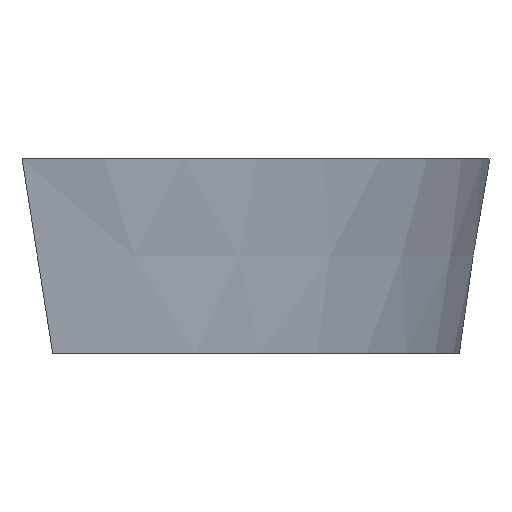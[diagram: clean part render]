
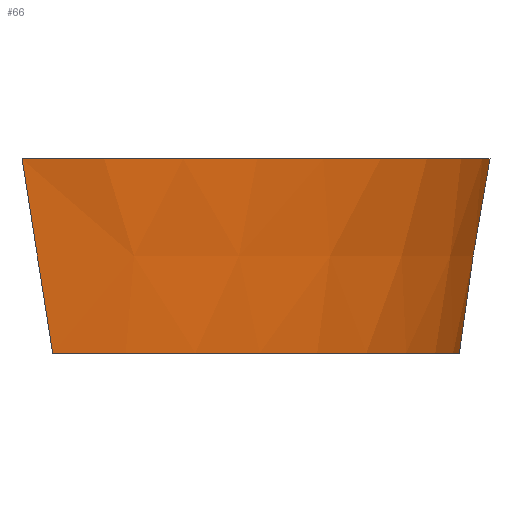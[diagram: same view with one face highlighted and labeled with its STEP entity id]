
A CAD part, front view. The second image highlights one B-rep face of the part: STEP entity #66.
In plain terms, the highlighted conical face has half-angle 9 degrees and reference radius 12.271 mm.
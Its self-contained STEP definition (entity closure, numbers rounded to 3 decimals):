
#66=ADVANCED_FACE('',(#84),#81,.T.);
#81=CONICAL_SURFACE('',#261,12.271,9.);
#84=FACE_OUTER_BOUND('',#91,.T.);
#91=EDGE_LOOP('',(#129,#130,#131,#132));
#117=LINE('',#402,#123);
#123=VECTOR('',#296,1.);
#129=ORIENTED_EDGE('',*,*,#191,.F.);
#130=ORIENTED_EDGE('',*,*,#192,.T.);
#131=ORIENTED_EDGE('',*,*,#193,.F.);
#132=ORIENTED_EDGE('',*,*,#194,.T.);
#173=VERTEX_POINT('',#400);
#174=VERTEX_POINT('',#401);
#175=VERTEX_POINT('',#403);
#176=VERTEX_POINT('',#405);
#191=EDGE_CURVE('',#173,#174,#213,.T.);
#192=EDGE_CURVE('',#173,#175,#117,.T.);
#193=EDGE_CURVE('',#176,#175,#214,.T.);
#194=EDGE_CURVE('',#176,#174,#235,.T.);
#213=CIRCLE('',#259,11.517);
#214=CIRCLE('',#260,12.271);
#235=B_SPLINE_CURVE_WITH_KNOTS('',3,(#406,#407,#408,#409),.UNSPECIFIED.,
 .F.,.F.,(4,4),(0.,1.),.UNSPECIFIED.);
#259=AXIS2_PLACEMENT_3D('',#399,#294,#295);
#260=AXIS2_PLACEMENT_3D('',#404,#297,#298);
#261=AXIS2_PLACEMENT_3D('',#410,#299,#300);
#294=DIRECTION('',(0.,0.,-1.));
#295=DIRECTION('',(1.,0.,0.));
#296=DIRECTION('',(0.155,0.024,0.988));
#297=DIRECTION('',(0.,0.,1.));
#298=DIRECTION('',(1.,0.,0.));
#299=DIRECTION('',(0.,0.,1.));
#300=DIRECTION('',(1.,0.,0.));
#399=CARTESIAN_POINT('',(-6.488,-1.047,-4.76));
#400=CARTESIAN_POINT('',(4.887,0.754,-4.76));
#401=CARTESIAN_POINT('',(-4.945,-12.46,-4.76));
#402=CARTESIAN_POINT('',(5.335,0.825,-1.896));
#403=CARTESIAN_POINT('',(5.632,0.872,0.));
#404=CARTESIAN_POINT('',(-6.488,-1.047,0.));
#405=CARTESIAN_POINT('',(-5.699,-13.293,0.));
#406=CARTESIAN_POINT('',(-5.699,-13.293,0.));
#407=CARTESIAN_POINT('',(-5.447,-13.024,-1.588));
#408=CARTESIAN_POINT('',(-5.196,-12.747,-3.175));
#409=CARTESIAN_POINT('',(-4.945,-12.46,-4.76));
#410=CARTESIAN_POINT('',(-6.488,-1.047,0.));
